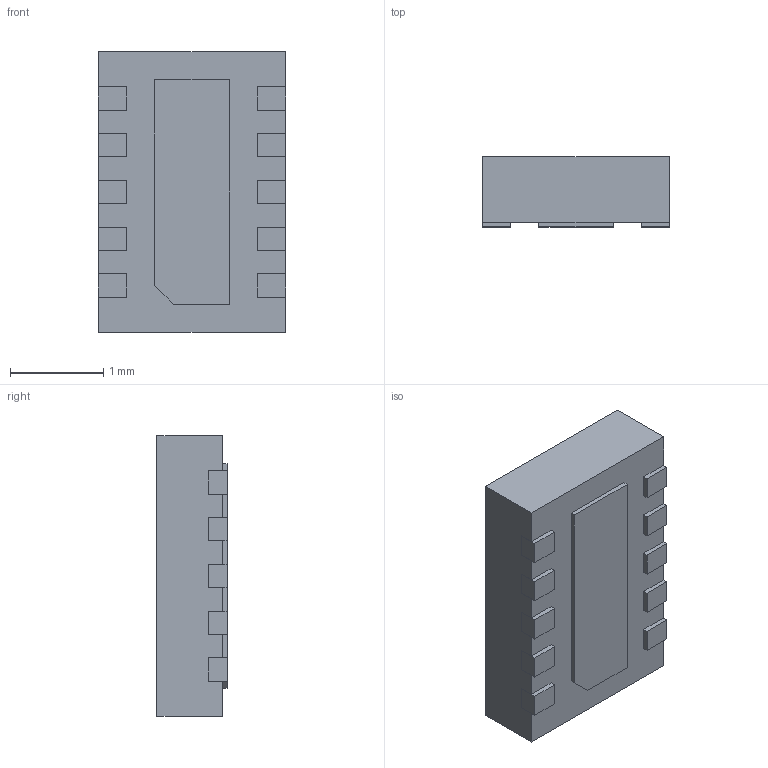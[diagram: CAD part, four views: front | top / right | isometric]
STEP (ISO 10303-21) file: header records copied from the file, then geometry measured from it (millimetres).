
FILE_DESCRIPTION (( 'STEP AP214' ), '1' );
FILE_NAME ('9F8DAC55-AD1D-49EB-B0F2-D5F067209CFE.STEP', '2023-04-15T17:34:02', ( '' ), ( '' ), 'SwSTEP 2.0', 'SolidWorks 2022', '' );
FILE_SCHEMA (( 'AUTOMOTIVE_DESIGN' ));
Length unit declared in the file: millimetre
Products named in the file (1): 9F8DAC55-AD1D-49EB-B0F2-D5F067209CFE
Bounding box: 2 x 0.75 x 3 mm (x, y, z)
Volume: 4.3 mm3; surface area: 19.9 mm2
Topology: 1 solids, 1 shells, 566 faces, 1623 edges, 1082 vertices
Faces by surface type: plane 364, bspline 198, cylinder 4
Entity records: 25174 total; most frequent: CARTESIAN_POINT 11562, ORIENTED_EDGE 3246, DIRECTION 1973, EDGE_CURVE 1623, LINE 1219, VECTOR 1219, VERTEX_POINT 1082, EDGE_LOOP 589
